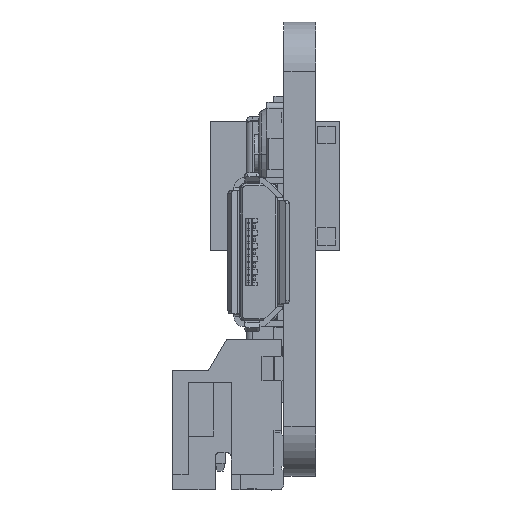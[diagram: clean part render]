
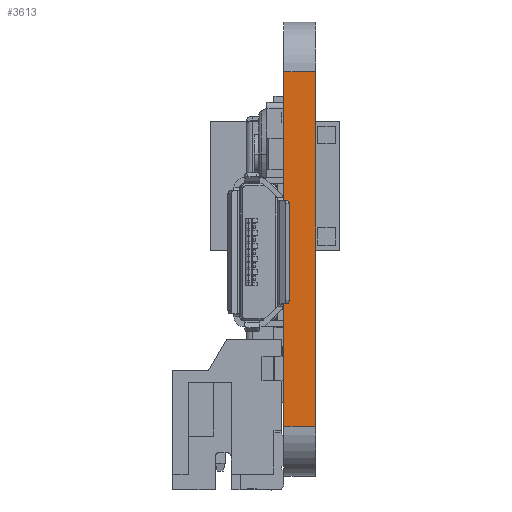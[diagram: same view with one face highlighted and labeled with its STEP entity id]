
A CAD part, left-side view. The second image highlights one B-rep face of the part: STEP entity #3613.
In plain terms, the highlighted planar face has unit normal (-1, 0, 0).
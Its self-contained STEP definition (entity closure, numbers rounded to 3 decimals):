
#566=DIRECTION('',(0.,0.,1.));
#567=VECTOR('',#566,17.86);
#568=CARTESIAN_POINT('',(0.,0.,-20.36));
#569=LINE('',#568,#567);
#1261=DIRECTION('',(0.,0.,1.));
#1262=VECTOR('',#1261,17.86);
#1263=CARTESIAN_POINT('',(0.,1.6,-20.36));
#1264=LINE('',#1263,#1262);
#1808=DIRECTION('',(0.,-1.,0.));
#1809=VECTOR('',#1808,1.6);
#1810=CARTESIAN_POINT('',(0.,1.6,-20.36));
#1811=LINE('',#1810,#1809);
#1815=DIRECTION('',(0.,-1.,0.));
#1816=VECTOR('',#1815,1.6);
#1817=CARTESIAN_POINT('',(0.,1.6,-2.5));
#1818=LINE('',#1817,#1816);
#1918=CARTESIAN_POINT('',(0.,0.,-20.36));
#1920=VERTEX_POINT('',#1918);
#1924=CARTESIAN_POINT('',(0.,1.6,-20.36));
#1925=VERTEX_POINT('',#1924);
#1943=CARTESIAN_POINT('',(0.,0.,-2.5));
#1945=VERTEX_POINT('',#1943);
#1946=CARTESIAN_POINT('',(0.,1.6,-2.5));
#1947=VERTEX_POINT('',#1946);
#3602=CARTESIAN_POINT('',(0.,0.,-22.86));
#3603=DIRECTION('',(-1.,0.,0.));
#3604=DIRECTION('',(0.,0.,1.));
#3605=AXIS2_PLACEMENT_3D('',#3602,#3603,#3604);
#3606=PLANE('',#3605);
#3607=ORIENTED_EDGE('',*,*,#3519,.F.);
#3608=ORIENTED_EDGE('',*,*,#2485,.T.);
#3609=ORIENTED_EDGE('',*,*,#3595,.T.);
#3610=ORIENTED_EDGE('',*,*,#2205,.F.);
#3611=EDGE_LOOP('',(#3607,#3608,#3609,#3610));
#3612=FACE_OUTER_BOUND('',#3611,.F.);
#2205=EDGE_CURVE('',#1920,#1945,#569,.T.);
#2485=EDGE_CURVE('',#1925,#1947,#1264,.T.);
#3519=EDGE_CURVE('',#1925,#1920,#1811,.T.);
#3595=EDGE_CURVE('',#1947,#1945,#1818,.T.);
#3613=ADVANCED_FACE('',(#3612),#3606,.T.);
